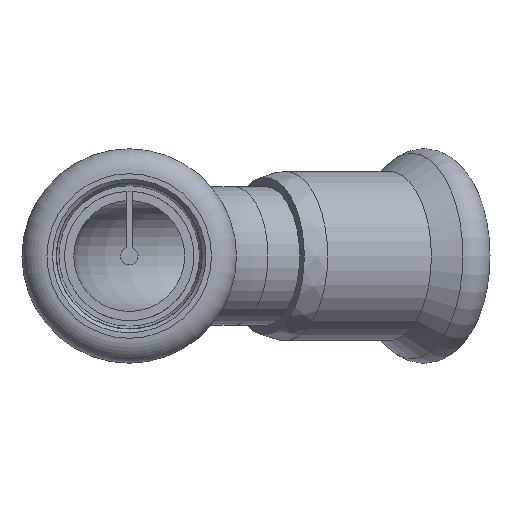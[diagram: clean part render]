
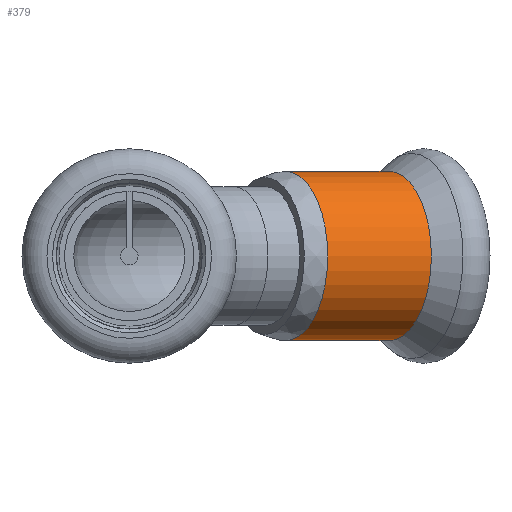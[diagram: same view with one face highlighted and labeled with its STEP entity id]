
A CAD part, front view. The second image highlights one B-rep face of the part: STEP entity #379.
In plain terms, the highlighted cylindrical face has radius 9.15 mm (diameter 18.3 mm), a full revolution.
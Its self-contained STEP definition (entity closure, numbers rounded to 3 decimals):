
#81=FACE_OUTER_BOUND($,#161,.T.);
#93=CYLINDRICAL_SURFACE($,#437,9.15);
#114=FACE_BOUND($,#162,.T.);
#161=EDGE_LOOP($,(#336));
#162=EDGE_LOOP($,(#337,#338));
#194=CIRCLE($,#435,9.15);
#195=CIRCLE($,#436,9.15);
#196=CIRCLE($,#438,9.15);
#227=VERTEX_POINT($,#697);
#228=VERTEX_POINT($,#698);
#229=VERTEX_POINT($,#705);
#264=EDGE_CURVE($,#227,#228,#194,.T.);
#265=EDGE_CURVE($,#228,#227,#195,.T.);
#267=EDGE_CURVE($,#229,#229,#196,.T.);
#336=ORIENTED_EDGE($,*,*,#267,.F.);
#337=ORIENTED_EDGE($,*,*,#264,.T.);
#338=ORIENTED_EDGE($,*,*,#265,.T.);
#379=ADVANCED_FACE($,(#81,#114),#93,.T.);
#435=AXIS2_PLACEMENT_3D($,#699,#554,#555);
#436=AXIS2_PLACEMENT_3D($,#700,#556,#557);
#437=AXIS2_PLACEMENT_3D($,#704,#558,#559);
#438=AXIS2_PLACEMENT_3D($,#706,#560,#561);
#554=DIRECTION('center_axis',(-1.,0.,0.));
#555=DIRECTION('ref_axis',(0.,0.,1.));
#556=DIRECTION('center_axis',(-1.,0.,0.));
#557=DIRECTION('ref_axis',(0.,0.,1.));
#558=DIRECTION('center_axis',(-1.,0.,0.));
#559=DIRECTION('ref_axis',(0.,0.,1.));
#560=DIRECTION('center_axis',(-1.,0.,0.));
#561=DIRECTION('ref_axis',(0.,0.,1.));
#697=CARTESIAN_POINT('',(20.,0.,9.15));
#698=CARTESIAN_POINT('',(20.,0.,-9.15));
#699=CARTESIAN_POINT('Origin',(20.,0.,0.));
#700=CARTESIAN_POINT('Origin',(20.,0.,0.));
#704=CARTESIAN_POINT('Origin',(13.525,0.,0.));
#705=CARTESIAN_POINT('',(7.05,0.,9.15));
#706=CARTESIAN_POINT('Origin',(7.05,0.,0.));
